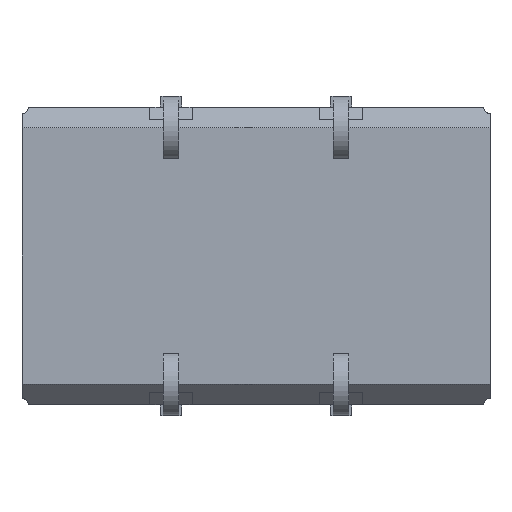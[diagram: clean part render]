
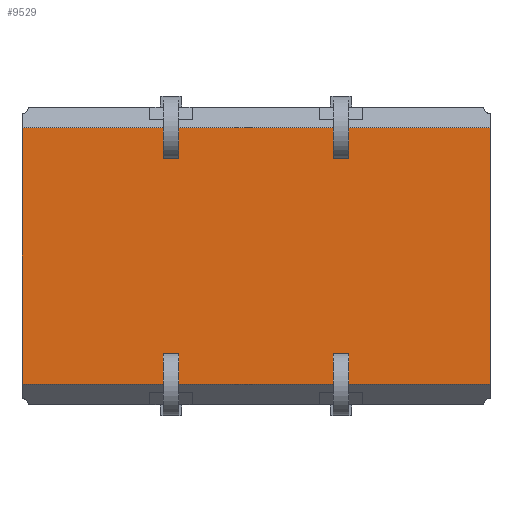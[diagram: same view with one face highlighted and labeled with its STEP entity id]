
A CAD part, front view. The second image highlights one B-rep face of the part: STEP entity #9529.
In plain terms, the highlighted planar face has unit normal (0, -1, 0).
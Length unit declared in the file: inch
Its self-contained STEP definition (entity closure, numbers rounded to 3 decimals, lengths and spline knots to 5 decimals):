
#290 = ORIENTED_EDGE ( 'NONE', *, *, #14493, .T. ) ;
#545 = CARTESIAN_POINT ( 'NONE',  ( 0.55, 0., 0.151 ) ) ;
#726 = CARTESIAN_POINT ( 'NONE',  ( 0.5425, 0., -0.151 ) ) ;
#1408 = DIRECTION ( 'NONE',  ( 0., 1., 0. ) ) ;
#1662 = DIRECTION ( 'NONE',  ( 0., 0., 1. ) ) ;
#2020 = LINE ( 'NONE', #13028, #3564 ) ;
#3107 = PLANE ( 'NONE',  #9010 ) ;
#3564 = VECTOR ( 'NONE', #17195, 39.37008 ) ;
#3586 = CARTESIAN_POINT ( 'NONE',  ( 0., 0., 0.175 ) ) ;
#3663 = VERTEX_POINT ( 'NONE', #12729 ) ;
#4467 = CARTESIAN_POINT ( 'NONE',  ( 0., 0., -0.151 ) ) ;
#4897 = VECTOR ( 'NONE', #17571, 39.37008 ) ;
#6567 = LINE ( 'NONE', #17403, #16099 ) ;
#7081 = CARTESIAN_POINT ( 'NONE',  ( 0., 0., 0.175 ) ) ;
#8412 = FACE_OUTER_BOUND ( 'NONE', #17686, .T. ) ;
#9010 = AXIS2_PLACEMENT_3D ( 'NONE', #7081, #1408, #1662 ) ;
#9529 = ADVANCED_FACE ( 'NONE', ( #8412 ), #3107, .F. ) ;
#9665 = EDGE_CURVE ( 'NONE', #9810, #14004, #2020, .T. ) ;
#9810 = VERTEX_POINT ( 'NONE', #545 ) ;
#11155 = VECTOR ( 'NONE', #14356, 39.37008 ) ;
#11354 = LINE ( 'NONE', #726, #11155 ) ;
#12041 = LINE ( 'NONE', #3586, #4897 ) ;
#12065 = DIRECTION ( 'NONE',  ( -1., 0., 0. ) ) ;
#12729 = CARTESIAN_POINT ( 'NONE',  ( 0., 0., 0.151 ) ) ;
#13028 = CARTESIAN_POINT ( 'NONE',  ( 0.55, 0., 0.175 ) ) ;
#13732 = CARTESIAN_POINT ( 'NONE',  ( 0.55, 0., -0.151 ) ) ;
#13827 = EDGE_CURVE ( 'NONE', #17447, #14004, #11354, .T. ) ;
#14004 = VERTEX_POINT ( 'NONE', #13732 ) ;
#14297 = ORIENTED_EDGE ( 'NONE', *, *, #15354, .T. ) ;
#14356 = DIRECTION ( 'NONE',  ( 1., 0., 0. ) ) ;
#14401 = ORIENTED_EDGE ( 'NONE', *, *, #13827, .T. ) ;
#14493 = EDGE_CURVE ( 'NONE', #9810, #3663, #6567, .T. ) ;
#15301 = ORIENTED_EDGE ( 'NONE', *, *, #9665, .F. ) ;
#15354 = EDGE_CURVE ( 'NONE', #3663, #17447, #12041, .T. ) ;
#16099 = VECTOR ( 'NONE', #12065, 39.37008 ) ;
#17195 = DIRECTION ( 'NONE',  ( 0., 0., -1. ) ) ;
#17403 = CARTESIAN_POINT ( 'NONE',  ( 0., 0., 0.151 ) ) ;
#17447 = VERTEX_POINT ( 'NONE', #4467 ) ;
#17571 = DIRECTION ( 'NONE',  ( 0., 0., -1. ) ) ;
#17686 = EDGE_LOOP ( 'NONE', ( #14297, #14401, #15301, #290 ) ) ;
